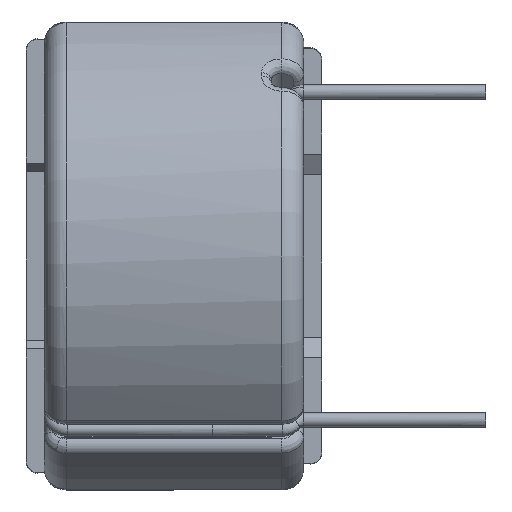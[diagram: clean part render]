
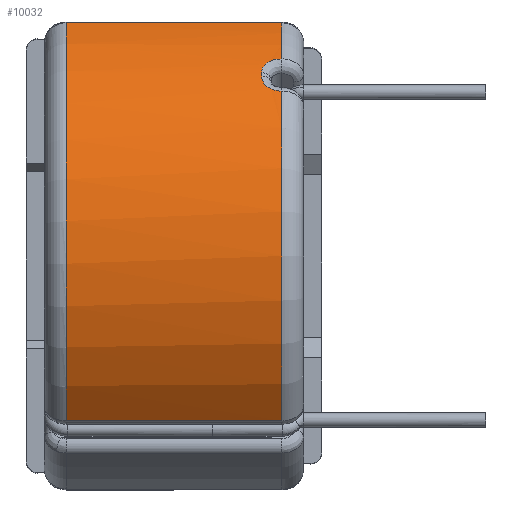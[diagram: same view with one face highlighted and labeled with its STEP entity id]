
A CAD part, left-side view. The second image highlights one B-rep face of the part: STEP entity #10032.
In plain terms, the highlighted cylindrical face has radius 23.5 mm (diameter 47 mm), a partial arc.
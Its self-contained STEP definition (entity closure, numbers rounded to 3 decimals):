
#45 = CARTESIAN_POINT ( 'NONE',  ( 0., -8., 0. ) ) ;
#106 = AXIS2_PLACEMENT_3D ( 'NONE', #14341, #6105, #8035 ) ;
#173 = CARTESIAN_POINT ( 'NONE',  ( -18.022, 11.85, 15.081 ) ) ;
#282 = CIRCLE ( 'NONE', #6400, 23.5 ) ;
#393 = ORIENTED_EDGE ( 'NONE', *, *, #6413, .F. ) ;
#925 = VERTEX_POINT ( 'NONE', #1240 ) ;
#1240 = CARTESIAN_POINT ( 'NONE',  ( -15.081, -9.8, 18.022 ) ) ;
#1671 = VERTEX_POINT ( 'NONE', #8849 ) ;
#1691 = CARTESIAN_POINT ( 'NONE',  ( -9.886, 11.85, 21.32 ) ) ;
#1945 = CARTESIAN_POINT ( 'NONE',  ( -17.326, -8.176, 15.877 ) ) ;
#2109 = CARTESIAN_POINT ( 'NONE',  ( -15.382, -8.689, 17.767 ) ) ;
#2152 = CARTESIAN_POINT ( 'NONE',  ( -17.534, -8.358, 15.647 ) ) ;
#2352 = CARTESIAN_POINT ( 'NONE',  ( -16.763, -8., 16.469 ) ) ;
#2538 = ORIENTED_EDGE ( 'NONE', *, *, #18392, .F. ) ;
#2968 = LINE ( 'NONE', #9073, #7038 ) ;
#3028 = CARTESIAN_POINT ( 'NONE',  ( 0., 9.85, 0. ) ) ;
#3329 = VERTEX_POINT ( 'NONE', #15400 ) ;
#3598 = CARTESIAN_POINT ( 'NONE',  ( -17.598, -8.432, 15.574 ) ) ;
#3734 = CARTESIAN_POINT ( 'NONE',  ( -18.022, -9.557, 15.081 ) ) ;
#4308 = ORIENTED_EDGE ( 'NONE', *, *, #5287, .F. ) ;
#4518 = DIRECTION ( 'NONE',  ( 0., 1., 0. ) ) ;
#4573 = CARTESIAN_POINT ( 'NONE',  ( -15.091, -9.559, 18.014 ) ) ;
#4614 = EDGE_CURVE ( 'NONE', #925, #13567, #13451, .T. ) ;
#4862 = CARTESIAN_POINT ( 'NONE',  ( -15.232, -8.989, 17.896 ) ) ;
#5249 = DIRECTION ( 'NONE',  ( 0., 0., 1. ) ) ;
#5287 = EDGE_CURVE ( 'NONE', #20862, #8840, #14061, .T. ) ;
#5832 = EDGE_CURVE ( 'NONE', #8840, #1671, #282, .T. ) ;
#5981 = ORIENTED_EDGE ( 'NONE', *, *, #9684, .F. ) ;
#6089 = CIRCLE ( 'NONE', #9382, 23.5 ) ;
#6105 = DIRECTION ( 'NONE',  ( 0., -1., 0. ) ) ;
#6163 = AXIS2_PLACEMENT_3D ( 'NONE', #45, #11411, #7997 ) ;
#6400 = AXIS2_PLACEMENT_3D ( 'NONE', #16548, #20007, #5249 ) ;
#6413 = EDGE_CURVE ( 'NONE', #3329, #16025, #16678, .T. ) ;
#6440 = DIRECTION ( 'NONE',  ( 0., 1., 0. ) ) ;
#6555 = DIRECTION ( 'NONE',  ( 0., -1., 0. ) ) ;
#6721 = CARTESIAN_POINT ( 'NONE',  ( -15.158, -9.209, 17.958 ) ) ;
#6838 = CARTESIAN_POINT ( 'NONE',  ( -15.081, -9.679, 18.022 ) ) ;
#6857 = VERTEX_POINT ( 'NONE', #20426 ) ;
#7038 = VECTOR ( 'NONE', #7178, 1000. ) ;
#7178 = DIRECTION ( 'NONE',  ( 0., 1., 0. ) ) ;
#7203 = CARTESIAN_POINT ( 'NONE',  ( -15.794, -8.22, 17.402 ) ) ;
#7903 = VECTOR ( 'NONE', #6555, 1000. ) ;
#7997 = DIRECTION ( 'NONE',  ( 0., 0., -1. ) ) ;
#8035 = DIRECTION ( 'NONE',  ( 0., 0., 1. ) ) ;
#8083 = CIRCLE ( 'NONE', #6163, 23.5 ) ;
#8235 = EDGE_LOOP ( 'NONE', ( #2538, #18167, #10906, #20991, #393, #18508, #8931, #5981, #11150, #4308 ) ) ;
#8281 = DIRECTION ( 'NONE',  ( 0., -1., 0. ) ) ;
#8591 = EDGE_CURVE ( 'NONE', #16025, #925, #2968, .T. ) ;
#8685 = VECTOR ( 'NONE', #8281, 1000. ) ;
#8711 = CARTESIAN_POINT ( 'NONE',  ( -17.989, -9.316, 15.121 ) ) ;
#8730 = CARTESIAN_POINT ( 'NONE',  ( -18.022, -9.8, 15.081 ) ) ;
#8840 = VERTEX_POINT ( 'NONE', #20183 ) ;
#8849 = CARTESIAN_POINT ( 'NONE',  ( -18.022, -9.85, -15.081 ) ) ;
#8931 = ORIENTED_EDGE ( 'NONE', *, *, #17607, .F. ) ;
#9073 = CARTESIAN_POINT ( 'NONE',  ( -15.081, 11.85, 18.022 ) ) ;
#9382 = AXIS2_PLACEMENT_3D ( 'NONE', #3028, #4518, #20937 ) ;
#9606 = B_SPLINE_CURVE_WITH_KNOTS ( 'NONE', 3,
 ( #16553, #18241, #13404, #11914, #10221, #1945, #11986, #2152, #3598, #20087, #16621, #19942, #14915, #8711, #3734, #15197 ),
 .UNSPECIFIED., .F., .F.,
 ( 4, 2, 2, 2, 2, 2, 2, 4 ),
 ( 0., 0., 0.001, 0.001, 0.001, 0.002, 0.002, 0.003 ),
 .UNSPECIFIED. ) ;
#9684 = EDGE_CURVE ( 'NONE', #1671, #6857, #13673, .T. ) ;
#10032 = ADVANCED_FACE ( 'NONE', ( #10876 ), #10362, .T. ) ;
#10221 = CARTESIAN_POINT ( 'NONE',  ( -17.174, -8.089, 16.041 ) ) ;
#10279 = AXIS2_PLACEMENT_3D ( 'NONE', #17456, #12681, #14205 ) ;
#10362 = CYLINDRICAL_SURFACE ( 'NONE', #10279, 23.5 ) ;
#10387 = VERTEX_POINT ( 'NONE', #2352 ) ;
#10876 = FACE_OUTER_BOUND ( 'NONE', #8235, .T. ) ;
#10906 = ORIENTED_EDGE ( 'NONE', *, *, #4614, .F. ) ;
#10951 = CARTESIAN_POINT ( 'NONE',  ( -9.886, 9.85, 21.32 ) ) ;
#11150 = ORIENTED_EDGE ( 'NONE', *, *, #5832, .F. ) ;
#11163 = EDGE_CURVE ( 'NONE', #11992, #3329, #11539, .T. ) ;
#11411 = DIRECTION ( 'NONE',  ( 0., -1., 0. ) ) ;
#11539 = LINE ( 'NONE', #1691, #7903 ) ;
#11754 = CARTESIAN_POINT ( 'NONE',  ( -15.443, -8.597, 17.714 ) ) ;
#11892 = CARTESIAN_POINT ( 'NONE',  ( -16.469, -8., 16.763 ) ) ;
#11914 = CARTESIAN_POINT ( 'NONE',  ( -17.094, -8.055, 16.127 ) ) ;
#11986 = CARTESIAN_POINT ( 'NONE',  ( -17.398, -8.23, 15.798 ) ) ;
#11992 = VERTEX_POINT ( 'NONE', #10951 ) ;
#12013 = CARTESIAN_POINT ( 'NONE',  ( -16.469, -8., 16.763 ) ) ;
#12681 = DIRECTION ( 'NONE',  ( 0., -1., 0. ) ) ;
#13404 = CARTESIAN_POINT ( 'NONE',  ( -16.931, -8.011, 16.297 ) ) ;
#13451 = B_SPLINE_CURVE_WITH_KNOTS ( 'NONE', 3,
 ( #16773, #6838, #4573, #19418, #6721, #4862, #16383, #2109, #11754, #18475, #7203, #13800, #20316, #12013 ),
 .UNSPECIFIED., .F., .F.,
 ( 4, 2, 2, 2, 2, 2, 4 ),
 ( 0., 0., 0.001, 0.001, 0.001, 0.002, 0.003 ),
 .UNSPECIFIED. ) ;
#13567 = VERTEX_POINT ( 'NONE', #11892 ) ;
#13673 = LINE ( 'NONE', #14533, #14714 ) ;
#13800 = CARTESIAN_POINT ( 'NONE',  ( -16.121, -8.046, 17.1 ) ) ;
#14061 = LINE ( 'NONE', #173, #8685 ) ;
#14205 = DIRECTION ( 'NONE',  ( 0., 0., -1. ) ) ;
#14341 = CARTESIAN_POINT ( 'NONE',  ( 0., -9.85, 0. ) ) ;
#14533 = CARTESIAN_POINT ( 'NONE',  ( -18.022, 11.85, -15.081 ) ) ;
#14714 = VECTOR ( 'NONE', #6440, 1000. ) ;
#14915 = CARTESIAN_POINT ( 'NONE',  ( -17.895, -8.989, 15.232 ) ) ;
#15197 = CARTESIAN_POINT ( 'NONE',  ( -18.022, -9.8, 15.081 ) ) ;
#15312 = CARTESIAN_POINT ( 'NONE',  ( -15.081, -9.85, 18.022 ) ) ;
#15400 = CARTESIAN_POINT ( 'NONE',  ( -9.886, -9.85, 21.32 ) ) ;
#16025 = VERTEX_POINT ( 'NONE', #15312 ) ;
#16383 = CARTESIAN_POINT ( 'NONE',  ( -15.277, -8.885, 17.857 ) ) ;
#16548 = CARTESIAN_POINT ( 'NONE',  ( 0., -9.85, 0. ) ) ;
#16553 = CARTESIAN_POINT ( 'NONE',  ( -16.763, -8., 16.469 ) ) ;
#16621 = CARTESIAN_POINT ( 'NONE',  ( -17.765, -8.687, 15.384 ) ) ;
#16678 = CIRCLE ( 'NONE', #106, 23.5 ) ;
#16773 = CARTESIAN_POINT ( 'NONE',  ( -15.081, -9.8, 18.022 ) ) ;
#17456 = CARTESIAN_POINT ( 'NONE',  ( 0., 11.85, 0. ) ) ;
#17607 = EDGE_CURVE ( 'NONE', #6857, #11992, #6089, .T. ) ;
#18167 = ORIENTED_EDGE ( 'NONE', *, *, #20167, .F. ) ;
#18241 = CARTESIAN_POINT ( 'NONE',  ( -16.848, -8., 16.383 ) ) ;
#18392 = EDGE_CURVE ( 'NONE', #10387, #20862, #9606, .T. ) ;
#18475 = CARTESIAN_POINT ( 'NONE',  ( -15.639, -8.351, 17.541 ) ) ;
#18508 = ORIENTED_EDGE ( 'NONE', *, *, #11163, .F. ) ;
#19418 = CARTESIAN_POINT ( 'NONE',  ( -15.129, -9.326, 17.982 ) ) ;
#19942 = CARTESIAN_POINT ( 'NONE',  ( -17.856, -8.883, 15.278 ) ) ;
#20007 = DIRECTION ( 'NONE',  ( 0., -1., 0. ) ) ;
#20087 = CARTESIAN_POINT ( 'NONE',  ( -17.713, -8.597, 15.443 ) ) ;
#20167 = EDGE_CURVE ( 'NONE', #13567, #10387, #8083, .T. ) ;
#20183 = CARTESIAN_POINT ( 'NONE',  ( -18.022, -9.85, 15.081 ) ) ;
#20316 = CARTESIAN_POINT ( 'NONE',  ( -16.296, -8., 16.933 ) ) ;
#20426 = CARTESIAN_POINT ( 'NONE',  ( -18.022, 9.85, -15.081 ) ) ;
#20862 = VERTEX_POINT ( 'NONE', #8730 ) ;
#20937 = DIRECTION ( 'NONE',  ( 0., 0., 1. ) ) ;
#20991 = ORIENTED_EDGE ( 'NONE', *, *, #8591, .F. ) ;
